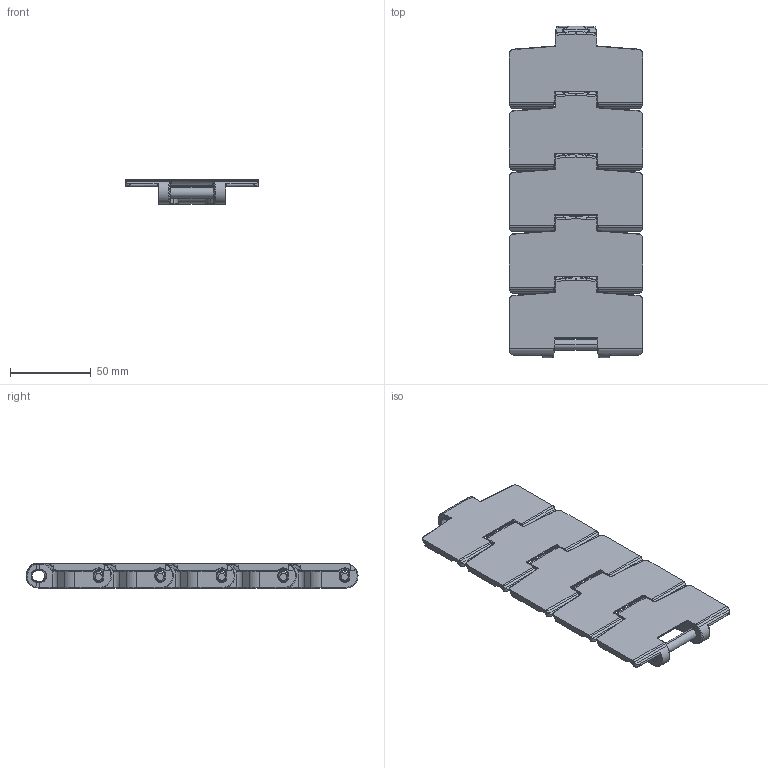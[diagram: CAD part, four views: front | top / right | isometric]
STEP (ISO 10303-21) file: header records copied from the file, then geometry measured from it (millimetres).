
FILE_DESCRIPTION (( 'STEP AP214' ), '1' );
FILE_NAME ('Rexnord-RHMP-Default.STEP', '2020-11-23T10:53:41', ( '' ), ( '' ), 'SwSTEP 2.0', 'SolidWorks 2020', '' );
FILE_SCHEMA (( 'AUTOMOTIVE_DESIGN' ));
Length unit declared in the file: millimetre
Products named in the file (3): Rexnord-RHMP-Default; Rexnord-RHMP-Default_MAGNETFLEX_DRY-PT; Rexnord-RHMP-Default_pin
Assembly tree (10 placements, depth 2):
  Rexnord-RHMP-Default
    Rexnord-RHMP-Default_MAGNETFLEX_DRY-PT  x5
    Rexnord-RHMP-Default_pin  x5
Bounding box: 82.5 x 205.5 x 14.9 mm (x, y, z)
Volume: 93565.9 mm3; surface area: 56271.1 mm2
Topology: 10 solids, 10 shells, 5905 faces, 15885 edges, 10255 vertices
Faces by surface type: plane 2565, bspline 2510, cylinder 770, cone 60
Entity records: 48044 total; most frequent: CARTESIAN_POINT 22039, ORIENTED_EDGE 6338, DIRECTION 3739, EDGE_CURVE 3169, VERTEX_POINT 2051, LINE 1833, VECTOR 1833, EDGE_LOOP 1246
